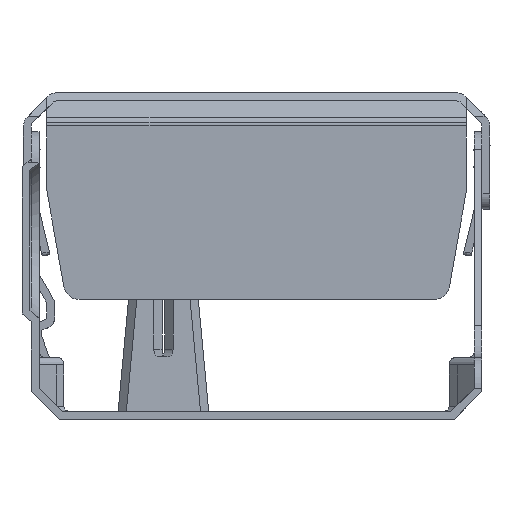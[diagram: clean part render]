
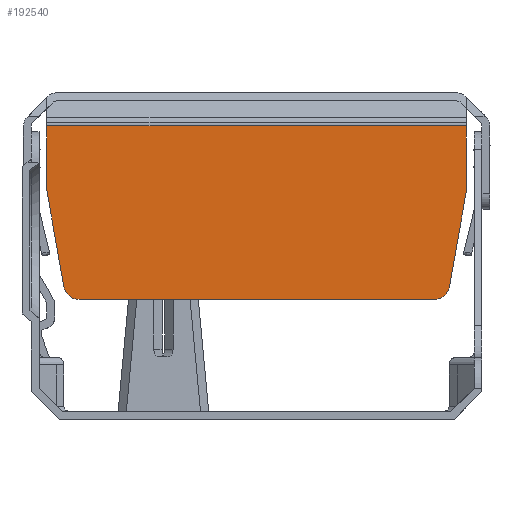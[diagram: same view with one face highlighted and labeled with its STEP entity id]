
A CAD part, left-side view. The second image highlights one B-rep face of the part: STEP entity #192540.
In plain terms, the highlighted planar face has unit normal (-1, 0, 0).
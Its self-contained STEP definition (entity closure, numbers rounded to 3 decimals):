
#145620=CARTESIAN_POINT('',(-150.5,-13.5,14.7));
#145630=VERTEX_POINT('',#145620);
#145660=CARTESIAN_POINT('',(-150.5,-13.5,18.876));
#145670=DIRECTION('',(0.,0.,-1.));
#145680=VECTOR('',#145670,1.);
#145690=LINE('',#145660,#145680);
#145700=CARTESIAN_POINT('',(-150.5,-13.5,18.876));
#145710=VERTEX_POINT('',#145700);
#145720=EDGE_CURVE('',#145710,#145630,#145690,.T.);
#174350=CARTESIAN_POINT('',(-150.5,13.5,18.876));
#174360=VERTEX_POINT('',#174350);
#174390=CARTESIAN_POINT('',(-150.5,13.5,18.876));
#174400=DIRECTION('',(0.,0.,-1.));
#174410=VECTOR('',#174400,1.);
#174420=LINE('',#174390,#174410);
#174430=CARTESIAN_POINT('',(-150.5,13.5,14.7));
#174440=VERTEX_POINT('',#174430);
#174450=EDGE_CURVE('',#174360,#174440,#174420,.T.);
#191950=CARTESIAN_POINT('',(-150.5,-13.5,18.876));
#191960=DIRECTION('',(0.,1.,0.));
#191970=VECTOR('',#191960,1.);
#191980=LINE('',#191950,#191970);
#191990=EDGE_CURVE('',#145710,#174360,#191980,.T.);
#192040=CARTESIAN_POINT('',(-150.5,0.,13.288));
#192050=DIRECTION('',(-1.,0.,-0.));
#192060=DIRECTION('',(-0.,1.,0.));
#192070=AXIS2_PLACEMENT_3D('',#192040,#192050,#192060);
#192080=PLANE('',#192070);
#192090=ORIENTED_EDGE('',*,*,#145720,.F.);
#192100=CARTESIAN_POINT('',(-150.5,-12.411,8.526));
#192110=DIRECTION('',(0.,-0.174,0.985));
#192120=VECTOR('',#192110,1.);
#192130=LINE('',#192100,#192120);
#192140=CARTESIAN_POINT('',(-150.5,-12.411,8.526));
#192150=VERTEX_POINT('',#192140);
#192160=EDGE_CURVE('',#192150,#145630,#192130,.T.);
#192170=ORIENTED_EDGE('',*,*,#192160,.T.);
#192180=CARTESIAN_POINT('',(-150.5,-11.426,8.7));
#192190=DIRECTION('',(-1.,-0.,0.));
#192200=DIRECTION('',(0.,0.,-1.));
#192210=AXIS2_PLACEMENT_3D('',#192180,#192190,#192200);
#192220=CIRCLE('',#192210,1.);
#192230=CARTESIAN_POINT('',(-150.5,-11.426,7.7));
#192240=VERTEX_POINT('',#192230);
#192250=EDGE_CURVE('',#192240,#192150,#192220,.T.);
#192260=ORIENTED_EDGE('',*,*,#192250,.T.);
#192270=CARTESIAN_POINT('',(-150.5,11.426,7.7));
#192280=DIRECTION('',(0.,-1.,0.));
#192290=VECTOR('',#192280,1.);
#192300=LINE('',#192270,#192290);
#192310=CARTESIAN_POINT('',(-150.5,11.426,7.7));
#192320=VERTEX_POINT('',#192310);
#192330=EDGE_CURVE('',#192320,#192240,#192300,.T.);
#192340=ORIENTED_EDGE('',*,*,#192330,.T.);
#192350=CARTESIAN_POINT('',(-150.5,11.426,8.7));
#192360=DIRECTION('',(-1.,0.,-0.));
#192370=DIRECTION('',(0.,0.985,-0.174));
#192380=AXIS2_PLACEMENT_3D('',#192350,#192360,#192370);
#192390=CIRCLE('',#192380,1.);
#192400=CARTESIAN_POINT('',(-150.5,12.411,8.526));
#192410=VERTEX_POINT('',#192400);
#192420=EDGE_CURVE('',#192410,#192320,#192390,.T.);
#192430=ORIENTED_EDGE('',*,*,#192420,.T.);
#192440=CARTESIAN_POINT('',(-150.5,13.5,14.7));
#192450=DIRECTION('',(0.,-0.174,-0.985));
#192460=VECTOR('',#192450,1.);
#192470=LINE('',#192440,#192460);
#192480=EDGE_CURVE('',#174440,#192410,#192470,.T.);
#192490=ORIENTED_EDGE('',*,*,#192480,.T.);
#192500=ORIENTED_EDGE('',*,*,#174450,.T.);
#192510=ORIENTED_EDGE('',*,*,#191990,.T.);
#192520=EDGE_LOOP('',(#192510,#192500,#192490,#192430,#192340,#192260,
#192170,#192090));
#192530=FACE_OUTER_BOUND('',#192520,.T.);
#192540=ADVANCED_FACE('',(#192530),#192080,.T.);
